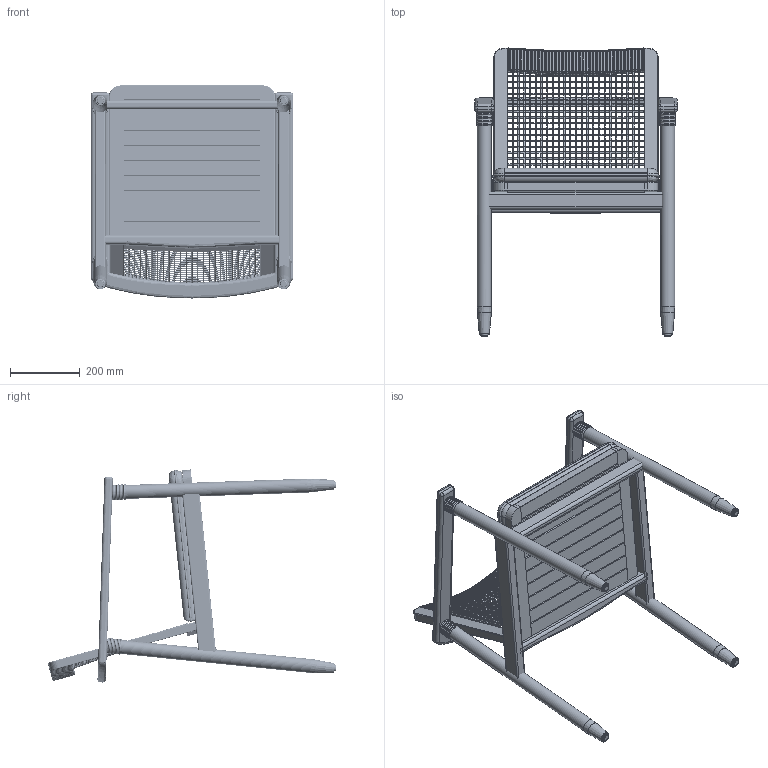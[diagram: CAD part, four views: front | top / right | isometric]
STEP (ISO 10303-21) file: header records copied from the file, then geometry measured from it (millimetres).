
FILE_DESCRIPTION(/* description */ (''),/* implementation_level */ '2;1');
FILE_NAME(/* name */ 'Vincentsheppard_David_DAC.step',/* time_stamp */ '2020-10-20T16:39:28+02:00',/* author */ (''),/* organization */ (''),/* preprocessor_version */ 'ST-DEVELOPER v18.1',/* originating_system */ 'Autodesk Translation Framework v9.3.0.1241',/* authorisation */ '');
FILE_SCHEMA (('AUTOMOTIVE_DESIGN { 1 0 10303 214 3 1 1 }'));
Products named in the file (2): Vincentsheppard_David_DAC; Component1
Assembly tree (1 placements, depth 2):
  Vincentsheppard_David_DAC
    Component1
Bounding box: 580 x 824.99 x 610.01 mm (x, y, z)
Volume: 22516438.2 mm3; surface area: 2672898.6 mm2
Topology: 193 solids, 193 shells, 1477 faces, 4588 edges, 2357 vertices
Faces by surface type: cylinder 601, bspline 494, plane 283, torus 79, sphere 12, cone 8
Full cylindrical faces by diameter (mm): 4 x350, 6 x4, 40 x4
Entity records: 68363 total; most frequent: CARTESIAN_POINT 33051, ORIENTED_EDGE 7616, DIRECTION 7419, EDGE_CURVE 3808, AXIS2_PLACEMENT_3D 3260, VERTEX_POINT 2357, CIRCLE 2218, FACE_OUTER_BOUND 1477
